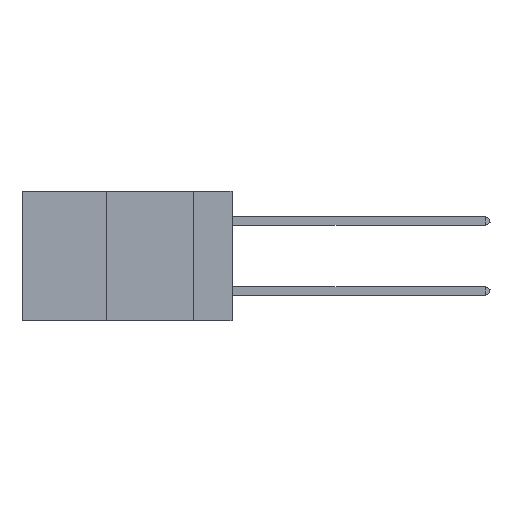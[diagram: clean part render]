
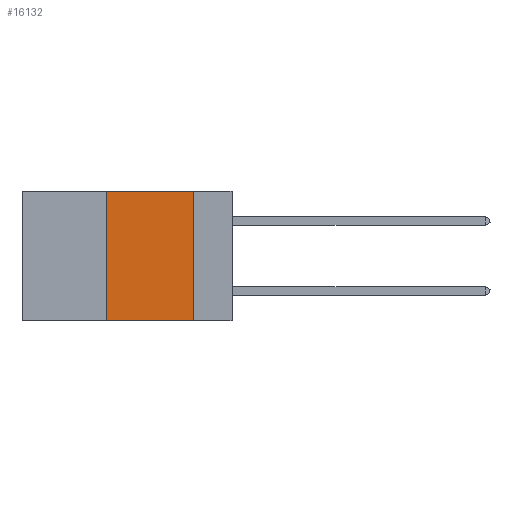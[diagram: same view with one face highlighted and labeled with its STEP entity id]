
A CAD part, left-side view. The second image highlights one B-rep face of the part: STEP entity #16132.
In plain terms, the highlighted planar face has unit normal (-1, 0, 0).
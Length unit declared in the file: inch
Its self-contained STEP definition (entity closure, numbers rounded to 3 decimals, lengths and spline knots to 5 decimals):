
#152 = VERTEX_POINT ( 'NONE', #4887 ) ;
#318 = CARTESIAN_POINT ( 'NONE',  ( 0., 0.6, 0. ) ) ;
#1944 = EDGE_CURVE ( 'NONE', #152, #9835, #12177, .T. ) ;
#2496 = EDGE_LOOP ( 'NONE', ( #14651, #8666, #10467, #16598 ) ) ;
#2876 = DIRECTION ( 'NONE',  ( 0., 0., -1. ) ) ;
#3108 = VECTOR ( 'NONE', #18237, 39.37008 ) ;
#3300 = DIRECTION ( 'NONE',  ( 0., -1., 0. ) ) ;
#4259 = CARTESIAN_POINT ( 'NONE',  ( 0., 0.36, 0. ) ) ;
#4375 = VECTOR ( 'NONE', #9968, 39.37008 ) ;
#4887 = CARTESIAN_POINT ( 'NONE',  ( 0., 0.11, 0. ) ) ;
#7432 = LINE ( 'NONE', #19940, #14772 ) ;
#7785 = EDGE_CURVE ( 'NONE', #15490, #27513, #10904, .T. ) ;
#8666 = ORIENTED_EDGE ( 'NONE', *, *, #24172, .F. ) ;
#9835 = VERTEX_POINT ( 'NONE', #24051 ) ;
#9968 = DIRECTION ( 'NONE',  ( 0., 0., -1. ) ) ;
#10467 = ORIENTED_EDGE ( 'NONE', *, *, #7785, .F. ) ;
#10904 = LINE ( 'NONE', #27317, #3108 ) ;
#11478 = LINE ( 'NONE', #318, #28045 ) ;
#12177 = LINE ( 'NONE', #22209, #4375 ) ;
#12507 = FACE_OUTER_BOUND ( 'NONE', #2496, .T. ) ;
#14651 = ORIENTED_EDGE ( 'NONE', *, *, #1944, .F. ) ;
#14772 = VECTOR ( 'NONE', #28281, 39.37008 ) ;
#15490 = VERTEX_POINT ( 'NONE', #26197 ) ;
#16132 = ADVANCED_FACE ( 'NONE', ( #12507 ), #26890, .F. ) ;
#16598 = ORIENTED_EDGE ( 'NONE', *, *, #23188, .T. ) ;
#17543 = CARTESIAN_POINT ( 'NONE',  ( 0., 0.6, 0. ) ) ;
#18237 = DIRECTION ( 'NONE',  ( 0., 0., 1. ) ) ;
#19940 = CARTESIAN_POINT ( 'NONE',  ( 0., 0.6, -0.37 ) ) ;
#20484 = DIRECTION ( 'NONE',  ( 1., 0., 0. ) ) ;
#22209 = CARTESIAN_POINT ( 'NONE',  ( 0., 0.11, 0. ) ) ;
#23188 = EDGE_CURVE ( 'NONE', #15490, #9835, #7432, .T. ) ;
#24051 = CARTESIAN_POINT ( 'NONE',  ( 0., 0.11, -0.37 ) ) ;
#24172 = EDGE_CURVE ( 'NONE', #27513, #152, #11478, .T. ) ;
#26197 = CARTESIAN_POINT ( 'NONE',  ( 0., 0.36, -0.37 ) ) ;
#26890 = PLANE ( 'NONE',  #37817 ) ;
#27317 = CARTESIAN_POINT ( 'NONE',  ( 0., 0.36, 0. ) ) ;
#27513 = VERTEX_POINT ( 'NONE', #4259 ) ;
#28045 = VECTOR ( 'NONE', #3300, 39.37008 ) ;
#28281 = DIRECTION ( 'NONE',  ( 0., -1., 0. ) ) ;
#37817 = AXIS2_PLACEMENT_3D ( 'NONE', #17543, #20484, #2876 ) ;
